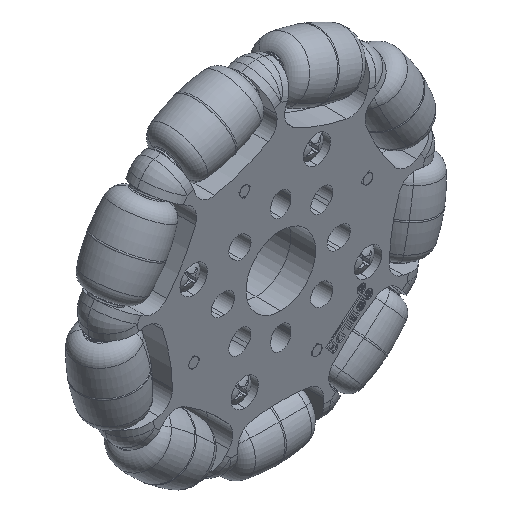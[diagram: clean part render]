
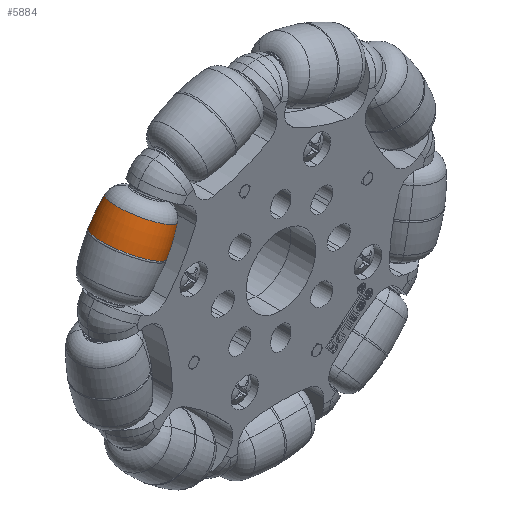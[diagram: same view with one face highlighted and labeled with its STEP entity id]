
A CAD part, isometric view. The second image highlights one B-rep face of the part: STEP entity #5884.
In plain terms, the highlighted toroidal (fillet/blend) face has major radius 30 mm and minor radius 36 mm.
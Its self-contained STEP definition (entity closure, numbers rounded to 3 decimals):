
#638 = EDGE_CURVE ( 'NONE', #4645, #8421, #10393, .T. ) ;
#925 = AXIS2_PLACEMENT_3D ( 'NONE', #2843, #14956, #8171 ) ;
#1358 = CIRCLE ( 'NONE', #925, 36. ) ;
#1757 = CARTESIAN_POINT ( 'NONE',  ( -6., 0., 0.15 ) ) ;
#1831 = CARTESIAN_POINT ( 'NONE',  ( -5.553, 0., 5.654 ) ) ;
#2014 = AXIS2_PLACEMENT_3D ( 'NONE', #3045, #15228, #7077 ) ;
#2171 = FACE_OUTER_BOUND ( 'NONE', #17603, .T. ) ;
#2552 = CIRCLE ( 'NONE', #2014, 36. ) ;
#2840 = DIRECTION ( 'NONE',  ( -1., 0., 0. ) ) ;
#2843 = CARTESIAN_POINT ( 'NONE',  ( -30., 0., 0. ) ) ;
#3045 = CARTESIAN_POINT ( 'NONE',  ( 30., 0., 0. ) ) ;
#4002 = ORIENTED_EDGE ( 'NONE', *, *, #11210, .T. ) ;
#4645 = VERTEX_POINT ( 'NONE', #1831 ) ;
#4962 = TOROIDAL_SURFACE ( 'NONE', #7714, -30., 36. ) ;
#5219 = CARTESIAN_POINT ( 'NONE',  ( 6., 0., 0.15 ) ) ;
#5884 = ADVANCED_FACE ( 'NONE', ( #2171 ), #4962, .T. ) ;
#6205 = ORIENTED_EDGE ( 'NONE', *, *, #7922, .F. ) ;
#7077 = DIRECTION ( 'NONE',  ( 0., 0., -1. ) ) ;
#7714 = AXIS2_PLACEMENT_3D ( 'NONE', #14285, #7738, #14338 ) ;
#7738 = DIRECTION ( 'NONE',  ( 0., 0., -1. ) ) ;
#7922 = EDGE_CURVE ( 'NONE', #4645, #13632, #2552, .T. ) ;
#8171 = DIRECTION ( 'NONE',  ( -1., 0., 0. ) ) ;
#8289 = DIRECTION ( 'NONE',  ( 0., 0., 1. ) ) ;
#8421 = VERTEX_POINT ( 'NONE', #9614 ) ;
#8457 = DIRECTION ( 'NONE',  ( -1., 0., 0. ) ) ;
#9473 = CARTESIAN_POINT ( 'NONE',  ( 0., 0., 0.15 ) ) ;
#9614 = CARTESIAN_POINT ( 'NONE',  ( 5.553, 0., 5.654 ) ) ;
#9958 = EDGE_CURVE ( 'NONE', #17527, #13632, #11813, .T. ) ;
#10393 = CIRCLE ( 'NONE', #16311, 5.553 ) ;
#11013 = DIRECTION ( 'NONE',  ( 0., 0., -1. ) ) ;
#11193 = CARTESIAN_POINT ( 'NONE',  ( 0., 0., 5.654 ) ) ;
#11210 = EDGE_CURVE ( 'NONE', #8421, #17527, #1358, .T. ) ;
#11813 = CIRCLE ( 'NONE', #14155, 6. ) ;
#13632 = VERTEX_POINT ( 'NONE', #1757 ) ;
#14155 = AXIS2_PLACEMENT_3D ( 'NONE', #9473, #8289, #2840 ) ;
#14285 = CARTESIAN_POINT ( 'NONE',  ( 0., 0., 0. ) ) ;
#14338 = DIRECTION ( 'NONE',  ( -1., 0., 0. ) ) ;
#14956 = DIRECTION ( 'NONE',  ( 0., 1., 0. ) ) ;
#15228 = DIRECTION ( 'NONE',  ( 0., -1., 0. ) ) ;
#15944 = ORIENTED_EDGE ( 'NONE', *, *, #9958, .T. ) ;
#16311 = AXIS2_PLACEMENT_3D ( 'NONE', #11193, #11013, #8457 ) ;
#17011 = ORIENTED_EDGE ( 'NONE', *, *, #638, .T. ) ;
#17527 = VERTEX_POINT ( 'NONE', #5219 ) ;
#17603 = EDGE_LOOP ( 'NONE', ( #17011, #4002, #15944, #6205 ) ) ;
